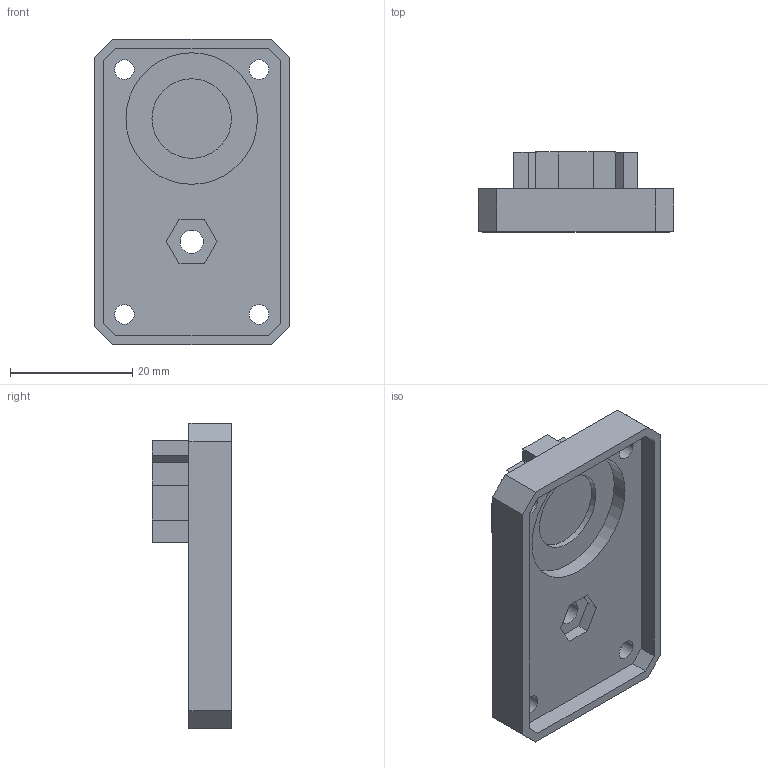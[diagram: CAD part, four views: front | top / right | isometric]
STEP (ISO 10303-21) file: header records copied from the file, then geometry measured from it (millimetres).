
FILE_DESCRIPTION(/* description */ (''),/* implementation_level */ '2;1');
FILE_NAME(/* name */ '31e1efd1-e140-447d-9ade-3667fb971c34.stp',/* time_stamp */ '2022-06-09T11:15:41Z',/* author */ (''),/* organization */ (''),/* preprocessor_version */ 'ST-DEVELOPER v19',/* originating_system */ 'Autodesk Translation Framework v11.7.0.108',/* authorisation */ '');
FILE_SCHEMA (('AUTOMOTIVE_DESIGN { 1 0 10303 214 3 1 1 }'));
Length unit declared in the file: millimetre
Products named in the file (1): cam_gimbal
Bounding box: 31.9 x 13 x 50 mm (x, y, z)
Volume: 6473.2 mm3; surface area: 5706.8 mm2
Topology: 1 solids, 1 shells, 70 faces, 171 edges, 114 vertices
Faces by surface type: plane 59, cylinder 11
Full cylindrical faces by diameter (mm): 3.2 x4, 3.8 x1, 5.2 x4, 13 x1, 21.5 x1
Entity records: 2086 total; most frequent: CARTESIAN_POINT 356, ORIENTED_EDGE 342, DIRECTION 335, EDGE_CURVE 171, LINE 149, VECTOR 149, VERTEX_POINT 114, AXIS2_PLACEMENT_3D 93
